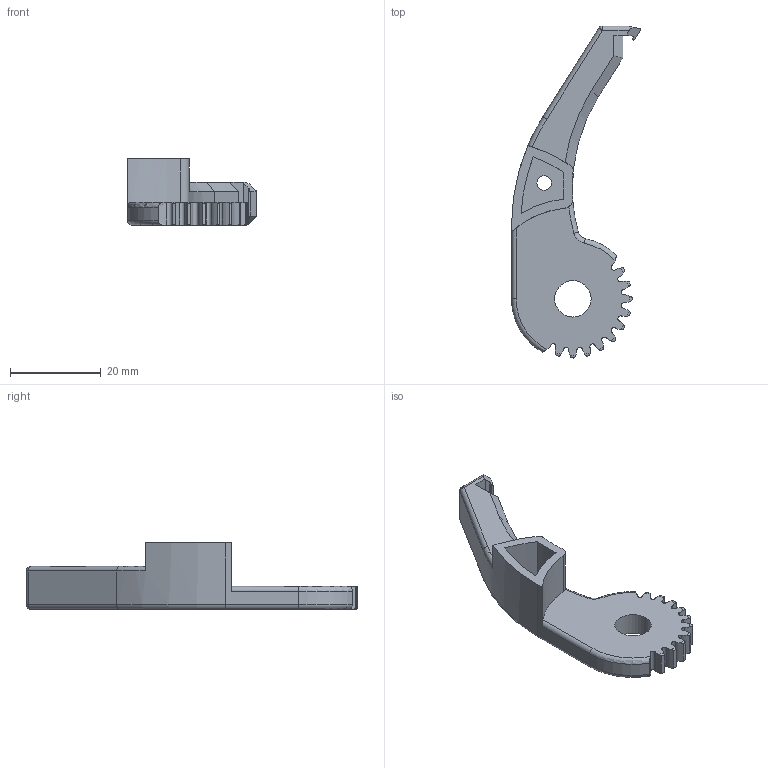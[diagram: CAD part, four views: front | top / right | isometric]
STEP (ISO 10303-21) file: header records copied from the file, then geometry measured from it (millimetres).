
FILE_DESCRIPTION (( 'STEP AP214' ), '1' );
FILE_NAME ('CRANE-X7_Hand_FiveFingersD2_claw.STEP', '2024-04-20T07:13:53', ( '' ), ( '' ), 'SwSTEP 2.0', 'SolidWorks 2024', '' );
FILE_SCHEMA (( 'AUTOMOTIVE_DESIGN' ));
Length unit declared in the file: millimetre
Products named in the file (1): CRANE-X7_Hand_FiveFingersD2_claw
Bounding box: 28.36 x 73 x 14.6 mm (x, y, z)
Volume: 6773.5 mm3; surface area: 4270.5 mm2
Topology: 1 solids, 1 shells, 133 faces, 370 edges, 239 vertices
Faces by surface type: cylinder 57, torus 29, bspline 22, plane 20, cone 3, sphere 2
Entity records: 5746 total; most frequent: CARTESIAN_POINT 2495, ORIENTED_EDGE 736, DIRECTION 615, EDGE_CURVE 368, AXIS2_PLACEMENT_3D 247, VERTEX_POINT 239, EDGE_LOOP 139, CIRCLE 135
